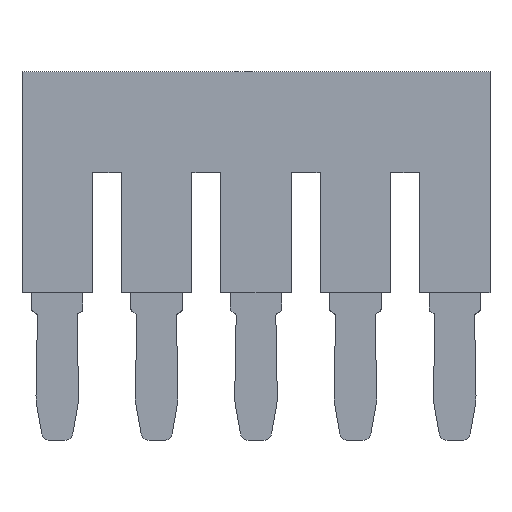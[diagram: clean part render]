
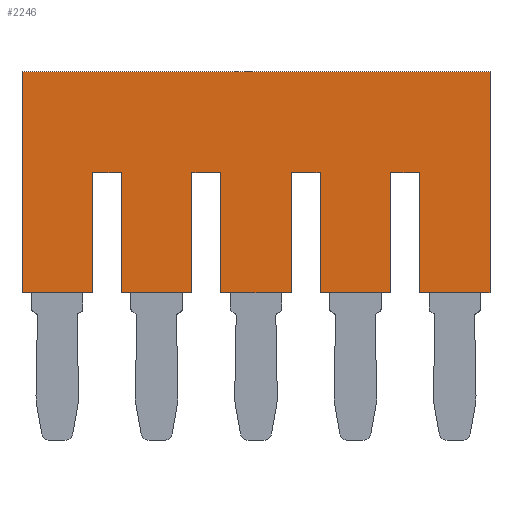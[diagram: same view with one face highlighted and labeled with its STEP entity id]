
A CAD part, top view. The second image highlights one B-rep face of the part: STEP entity #2246.
In plain terms, the highlighted planar face has unit normal (0, 0, 1).
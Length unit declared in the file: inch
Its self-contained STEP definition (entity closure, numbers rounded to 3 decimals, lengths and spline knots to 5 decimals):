
#241=DIRECTION('',(0.,-1.,0.));
#242=VECTOR('',#241,7.49983);
#243=CARTESIAN_POINT('',(-2.19995,0.87431,1.5));
#244=LINE('',#243,#242);
#245=DIRECTION('',(1.,0.,0.));
#246=VECTOR('',#245,1.79996);
#247=CARTESIAN_POINT('',(-3.99991,0.87431,1.5));
#248=LINE('',#247,#246);
#249=DIRECTION('',(0.,1.,0.));
#250=VECTOR('',#249,7.49983);
#251=CARTESIAN_POINT('',(-3.99991,-6.62553,1.5));
#252=LINE('',#251,#250);
#253=DIRECTION('',(1.,0.,0.));
#254=VECTOR('',#253,4.3999);
#255=CARTESIAN_POINT('',(-8.39981,-6.62553,1.5));
#256=LINE('',#255,#254);
#257=DIRECTION('',(0.,-1.,0.));
#258=VECTOR('',#257,7.49983);
#259=CARTESIAN_POINT('',(-8.39981,0.87431,1.5));
#260=LINE('',#259,#258);
#261=DIRECTION('',(1.,0.,0.));
#262=VECTOR('',#261,1.79996);
#263=CARTESIAN_POINT('',(-10.19977,0.87431,1.5));
#264=LINE('',#263,#262);
#265=DIRECTION('',(0.,1.,0.));
#266=VECTOR('',#265,7.49983);
#267=CARTESIAN_POINT('',(-10.19977,-6.62553,1.5));
#268=LINE('',#267,#266);
#269=DIRECTION('',(1.,0.,0.));
#270=VECTOR('',#269,4.3999);
#271=CARTESIAN_POINT('',(-14.59967,-6.62553,1.5));
#272=LINE('',#271,#270);
#273=DIRECTION('',(0.,-1.,0.));
#274=VECTOR('',#273,13.79969);
#275=CARTESIAN_POINT('',(-14.59967,7.17416,1.5));
#276=LINE('',#275,#274);
#277=DIRECTION('',(-1.,0.,0.));
#278=VECTOR('',#277,29.19934);
#279=CARTESIAN_POINT('',(14.59967,7.17416,1.5));
#280=LINE('',#279,#278);
#281=DIRECTION('',(0.,1.,0.));
#282=VECTOR('',#281,13.79969);
#283=CARTESIAN_POINT('',(14.59967,-6.62553,1.5));
#284=LINE('',#283,#282);
#285=DIRECTION('',(1.,0.,0.));
#286=VECTOR('',#285,4.3999);
#287=CARTESIAN_POINT('',(10.19977,-6.62553,1.5));
#288=LINE('',#287,#286);
#289=DIRECTION('',(0.,-1.,0.));
#290=VECTOR('',#289,7.49983);
#291=CARTESIAN_POINT('',(10.19977,0.87431,1.5));
#292=LINE('',#291,#290);
#293=DIRECTION('',(1.,0.,0.));
#294=VECTOR('',#293,1.79996);
#295=CARTESIAN_POINT('',(8.39981,0.87431,1.5));
#296=LINE('',#295,#294);
#297=DIRECTION('',(0.,1.,0.));
#298=VECTOR('',#297,7.49983);
#299=CARTESIAN_POINT('',(8.39981,-6.62553,1.5));
#300=LINE('',#299,#298);
#301=DIRECTION('',(1.,0.,0.));
#302=VECTOR('',#301,4.3999);
#303=CARTESIAN_POINT('',(3.99991,-6.62553,1.5));
#304=LINE('',#303,#302);
#305=DIRECTION('',(0.,-1.,0.));
#306=VECTOR('',#305,7.49983);
#307=CARTESIAN_POINT('',(3.99991,0.87431,1.5));
#308=LINE('',#307,#306);
#309=DIRECTION('',(1.,0.,0.));
#310=VECTOR('',#309,1.79996);
#311=CARTESIAN_POINT('',(2.19995,0.87431,1.5));
#312=LINE('',#311,#310);
#313=DIRECTION('',(0.,1.,0.));
#314=VECTOR('',#313,7.49983);
#315=CARTESIAN_POINT('',(2.19995,-6.62553,1.5));
#316=LINE('',#315,#314);
#317=DIRECTION('',(1.,0.,0.));
#318=VECTOR('',#317,4.3999);
#319=CARTESIAN_POINT('',(-2.19995,-6.62553,1.5));
#320=LINE('',#319,#318);
#1451=CARTESIAN_POINT('',(-2.19995,0.87431,1.5));
#1452=CARTESIAN_POINT('',(-2.19995,-6.62553,1.5));
#1453=VERTEX_POINT('',#1451);
#1454=VERTEX_POINT('',#1452);
#1455=CARTESIAN_POINT('',(2.19995,-6.62553,1.5));
#1456=VERTEX_POINT('',#1455);
#1457=CARTESIAN_POINT('',(2.19995,0.87431,1.5));
#1458=VERTEX_POINT('',#1457);
#1459=CARTESIAN_POINT('',(3.99991,0.87431,1.5));
#1460=VERTEX_POINT('',#1459);
#1461=CARTESIAN_POINT('',(3.99991,-6.62553,1.5));
#1462=VERTEX_POINT('',#1461);
#1463=CARTESIAN_POINT('',(8.39981,-6.62553,1.5));
#1464=VERTEX_POINT('',#1463);
#1465=CARTESIAN_POINT('',(8.39981,0.87431,1.5));
#1466=VERTEX_POINT('',#1465);
#1467=CARTESIAN_POINT('',(10.19977,0.87431,1.5));
#1468=VERTEX_POINT('',#1467);
#1469=CARTESIAN_POINT('',(10.19977,-6.62553,1.5));
#1470=VERTEX_POINT('',#1469);
#1471=CARTESIAN_POINT('',(14.59967,-6.62553,1.5));
#1472=VERTEX_POINT('',#1471);
#1473=CARTESIAN_POINT('',(14.59967,7.17416,1.5));
#1474=VERTEX_POINT('',#1473);
#1475=CARTESIAN_POINT('',(-14.59967,7.17416,1.5));
#1476=VERTEX_POINT('',#1475);
#1477=CARTESIAN_POINT('',(-14.59967,-6.62553,1.5));
#1478=VERTEX_POINT('',#1477);
#1479=CARTESIAN_POINT('',(-10.19977,-6.62553,1.5));
#1480=VERTEX_POINT('',#1479);
#1481=CARTESIAN_POINT('',(-10.19977,0.87431,1.5));
#1482=VERTEX_POINT('',#1481);
#1483=CARTESIAN_POINT('',(-8.39981,0.87431,1.5));
#1484=VERTEX_POINT('',#1483);
#1485=CARTESIAN_POINT('',(-8.39981,-6.62553,1.5));
#1486=VERTEX_POINT('',#1485);
#1487=CARTESIAN_POINT('',(-3.99991,-6.62553,1.5));
#1488=VERTEX_POINT('',#1487);
#1489=CARTESIAN_POINT('',(-3.99991,0.87431,1.5));
#1490=VERTEX_POINT('',#1489);
#2219=CARTESIAN_POINT('',(0.,0.,1.5));
#2220=DIRECTION('',(0.,0.,1.));
#2221=DIRECTION('',(1.,0.,0.));
#2222=AXIS2_PLACEMENT_3D('',#2219,#2220,#2221);
#2223=PLANE('',#2222);
#2224=ORIENTED_EDGE('',*,*,#1897,.F.);
#2225=ORIENTED_EDGE('',*,*,#1912,.F.);
#2226=ORIENTED_EDGE('',*,*,#1926,.F.);
#2227=ORIENTED_EDGE('',*,*,#1940,.F.);
#2228=ORIENTED_EDGE('',*,*,#1964,.F.);
#2229=ORIENTED_EDGE('',*,*,#1978,.F.);
#2230=ORIENTED_EDGE('',*,*,#1992,.F.);
#2231=ORIENTED_EDGE('',*,*,#2006,.F.);
#2232=ORIENTED_EDGE('',*,*,#2030,.F.);
#2233=ORIENTED_EDGE('',*,*,#2044,.F.);
#2234=ORIENTED_EDGE('',*,*,#2058,.F.);
#2235=ORIENTED_EDGE('',*,*,#2072,.F.);
#2236=ORIENTED_EDGE('',*,*,#2096,.F.);
#2237=ORIENTED_EDGE('',*,*,#2110,.F.);
#2238=ORIENTED_EDGE('',*,*,#2124,.F.);
#2239=ORIENTED_EDGE('',*,*,#2138,.F.);
#2240=ORIENTED_EDGE('',*,*,#2162,.F.);
#2241=ORIENTED_EDGE('',*,*,#2176,.F.);
#2242=ORIENTED_EDGE('',*,*,#2190,.F.);
#2243=ORIENTED_EDGE('',*,*,#2203,.F.);
#2244=EDGE_LOOP('',(#2224,#2225,#2226,#2227,#2228,#2229,#2230,#2231,#2232,#2233,
#2234,#2235,#2236,#2237,#2238,#2239,#2240,#2241,#2242,#2243));
#2245=FACE_OUTER_BOUND('',#2244,.F.);
#1897=EDGE_CURVE('',#1453,#1454,#244,.T.);
#1912=EDGE_CURVE('',#1490,#1453,#248,.T.);
#1926=EDGE_CURVE('',#1488,#1490,#252,.T.);
#1940=EDGE_CURVE('',#1486,#1488,#256,.T.);
#1964=EDGE_CURVE('',#1484,#1486,#260,.T.);
#1978=EDGE_CURVE('',#1482,#1484,#264,.T.);
#1992=EDGE_CURVE('',#1480,#1482,#268,.T.);
#2006=EDGE_CURVE('',#1478,#1480,#272,.T.);
#2030=EDGE_CURVE('',#1476,#1478,#276,.T.);
#2044=EDGE_CURVE('',#1474,#1476,#280,.T.);
#2058=EDGE_CURVE('',#1472,#1474,#284,.T.);
#2072=EDGE_CURVE('',#1470,#1472,#288,.T.);
#2096=EDGE_CURVE('',#1468,#1470,#292,.T.);
#2110=EDGE_CURVE('',#1466,#1468,#296,.T.);
#2124=EDGE_CURVE('',#1464,#1466,#300,.T.);
#2138=EDGE_CURVE('',#1462,#1464,#304,.T.);
#2162=EDGE_CURVE('',#1460,#1462,#308,.T.);
#2176=EDGE_CURVE('',#1458,#1460,#312,.T.);
#2190=EDGE_CURVE('',#1456,#1458,#316,.T.);
#2203=EDGE_CURVE('',#1454,#1456,#320,.T.);
#2246=ADVANCED_FACE('',(#2245),#2223,.T.);
